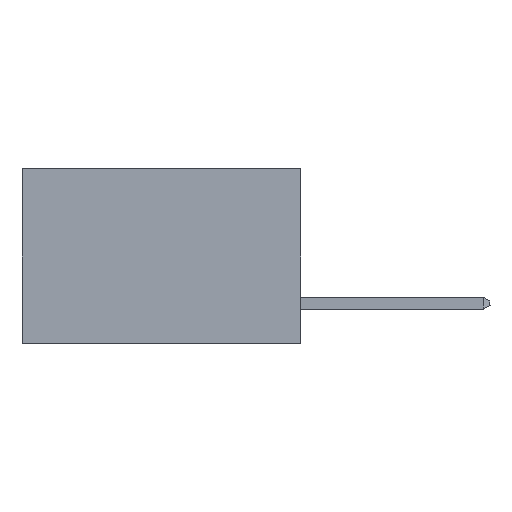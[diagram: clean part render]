
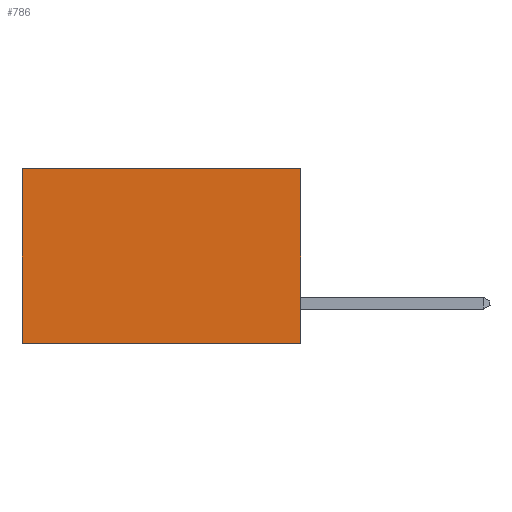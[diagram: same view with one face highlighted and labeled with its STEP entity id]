
A CAD part, left-side view. The second image highlights one B-rep face of the part: STEP entity #786.
In plain terms, the highlighted planar face has unit normal (-1, 0, 0).
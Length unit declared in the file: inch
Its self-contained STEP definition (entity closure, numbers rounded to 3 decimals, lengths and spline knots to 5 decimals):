
#715 = DIRECTION ( 'NONE',  ( 1., 0., 0. ) ) ;
#786 = ADVANCED_FACE ( 'NONE', ( #13057 ), #2570, .F. ) ;
#1099 = EDGE_LOOP ( 'NONE', ( #5480, #15719, #22926, #11228 ) ) ;
#1123 = CARTESIAN_POINT ( 'NONE',  ( 0.277, 0., 0. ) ) ;
#1496 = LINE ( 'NONE', #7900, #25595 ) ;
#2386 = AXIS2_PLACEMENT_3D ( 'NONE', #18059, #715, #11529 ) ;
#2570 = PLANE ( 'NONE',  #2386 ) ;
#5480 = ORIENTED_EDGE ( 'NONE', *, *, #22700, .T. ) ;
#7246 = DIRECTION ( 'NONE',  ( 0., 0., -1. ) ) ;
#7737 = DIRECTION ( 'NONE',  ( 0., 1., 0. ) ) ;
#7900 = CARTESIAN_POINT ( 'NONE',  ( 0.277, 0., -0.37 ) ) ;
#9727 = VECTOR ( 'NONE', #7246, 39.37008 ) ;
#10994 = VERTEX_POINT ( 'NONE', #12114 ) ;
#11184 = CARTESIAN_POINT ( 'NONE',  ( 0.277, 0.59, -0.37 ) ) ;
#11207 = LINE ( 'NONE', #16354, #22905 ) ;
#11228 = ORIENTED_EDGE ( 'NONE', *, *, #22862, .T. ) ;
#11311 = EDGE_CURVE ( 'NONE', #21080, #14687, #1496, .T. ) ;
#11529 = DIRECTION ( 'NONE',  ( 0., 0., -1. ) ) ;
#11761 = DIRECTION ( 'NONE',  ( 0., 1., 0. ) ) ;
#11823 = VERTEX_POINT ( 'NONE', #1123 ) ;
#12114 = CARTESIAN_POINT ( 'NONE',  ( 0.277, 0.59, 0. ) ) ;
#13057 = FACE_OUTER_BOUND ( 'NONE', #1099, .T. ) ;
#13749 = EDGE_CURVE ( 'NONE', #11823, #21080, #15180, .T. ) ;
#14687 = VERTEX_POINT ( 'NONE', #24570 ) ;
#14836 = VECTOR ( 'NONE', #29752, 39.37008 ) ;
#15180 = LINE ( 'NONE', #21219, #9727 ) ;
#15719 = ORIENTED_EDGE ( 'NONE', *, *, #11311, .F. ) ;
#16354 = CARTESIAN_POINT ( 'NONE',  ( 0.277, 0., 0. ) ) ;
#17031 = LINE ( 'NONE', #11184, #14836 ) ;
#18059 = CARTESIAN_POINT ( 'NONE',  ( 0.277, 0., -0.37 ) ) ;
#19302 = CARTESIAN_POINT ( 'NONE',  ( 0.277, 0., -0.37 ) ) ;
#21080 = VERTEX_POINT ( 'NONE', #19302 ) ;
#21219 = CARTESIAN_POINT ( 'NONE',  ( 0.277, 0., -0.37 ) ) ;
#22700 = EDGE_CURVE ( 'NONE', #10994, #14687, #17031, .T. ) ;
#22862 = EDGE_CURVE ( 'NONE', #11823, #10994, #11207, .T. ) ;
#22905 = VECTOR ( 'NONE', #11761, 39.37008 ) ;
#22926 = ORIENTED_EDGE ( 'NONE', *, *, #13749, .F. ) ;
#24570 = CARTESIAN_POINT ( 'NONE',  ( 0.277, 0.59, -0.37 ) ) ;
#25595 = VECTOR ( 'NONE', #7737, 39.37008 ) ;
#29752 = DIRECTION ( 'NONE',  ( 0., 0., -1. ) ) ;
